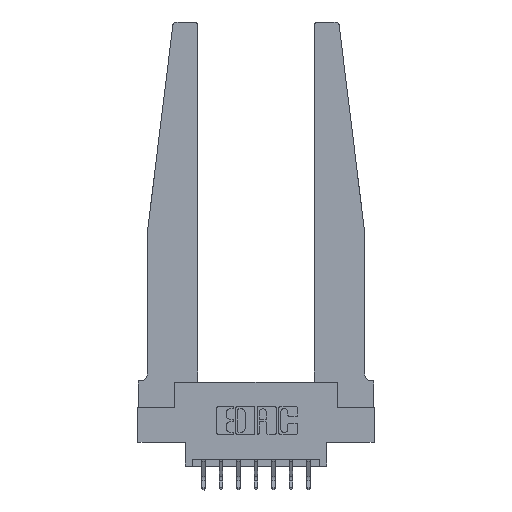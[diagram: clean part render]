
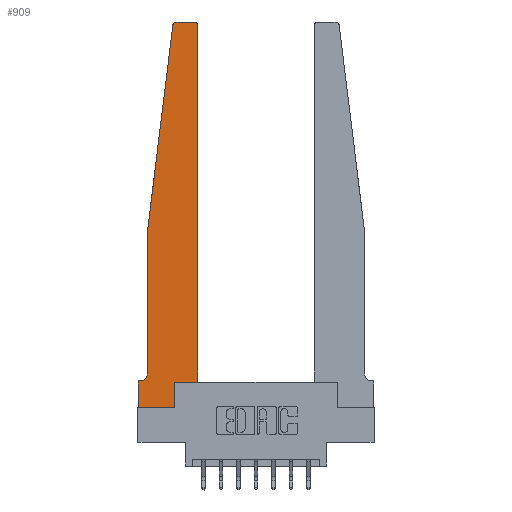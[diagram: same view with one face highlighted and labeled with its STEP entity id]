
A CAD part, top view. The second image highlights one B-rep face of the part: STEP entity #909.
In plain terms, the highlighted planar face has unit normal (0, 0, 1).
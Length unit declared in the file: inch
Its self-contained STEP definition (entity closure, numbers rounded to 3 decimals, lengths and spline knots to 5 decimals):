
#8 = LINE ( 'NONE', #10786, #8225 ) ;
#130 = DIRECTION ( 'NONE',  ( 1., 0., 0. ) ) ;
#168 = CARTESIAN_POINT ( 'NONE',  ( 0.2605, 0.18, 0.37 ) ) ;
#347 = AXIS2_PLACEMENT_3D ( 'NONE', #7283, #6849, #8564 ) ;
#712 = ORIENTED_EDGE ( 'NONE', *, *, #3161, .T. ) ;
#909 = ADVANCED_FACE ( 'NONE', ( #8579 ), #12711, .T. ) ;
#926 = EDGE_CURVE ( 'NONE', #1354, #2533, #8, .T. ) ;
#1101 = AXIS2_PLACEMENT_3D ( 'NONE', #11775, #5146, #12897 ) ;
#1320 = ORIENTED_EDGE ( 'NONE', *, *, #7609, .T. ) ;
#1354 = VERTEX_POINT ( 'NONE', #8297 ) ;
#1356 = VECTOR ( 'NONE', #1596, 39.37008 ) ;
#1596 = DIRECTION ( 'NONE',  ( -1., 0., 0. ) ) ;
#1803 = ORIENTED_EDGE ( 'NONE', *, *, #8668, .T. ) ;
#2006 = CARTESIAN_POINT ( 'NONE',  ( 0., 0., 0.37 ) ) ;
#2076 = ORIENTED_EDGE ( 'NONE', *, *, #4317, .T. ) ;
#2235 = VECTOR ( 'NONE', #130, 39.37008 ) ;
#2372 = VECTOR ( 'NONE', #9062, 39.37008 ) ;
#2470 = EDGE_CURVE ( 'NONE', #4555, #9765, #8187, .T. ) ;
#2476 = CARTESIAN_POINT ( 'NONE',  ( 0., 0.1875, 0.37 ) ) ;
#2493 = EDGE_LOOP ( 'NONE', ( #2076, #1320, #4654, #4462, #13771, #4724, #12239, #4068, #8406, #3030, #1803, #712 ) ) ;
#2533 = VERTEX_POINT ( 'NONE', #7365 ) ;
#2583 = VERTEX_POINT ( 'NONE', #6350 ) ;
#2772 = LINE ( 'NONE', #4466, #13853 ) ;
#2950 = DIRECTION ( 'NONE',  ( 0., 0., 1. ) ) ;
#3030 = ORIENTED_EDGE ( 'NONE', *, *, #10068, .T. ) ;
#3161 = EDGE_CURVE ( 'NONE', #3286, #7757, #13872, .T. ) ;
#3286 = VERTEX_POINT ( 'NONE', #13070 ) ;
#3461 = LINE ( 'NONE', #12795, #9348 ) ;
#3606 = CARTESIAN_POINT ( 'NONE',  ( 0.24675, 2.72367, 0.37 ) ) ;
#3832 = CARTESIAN_POINT ( 'NONE',  ( 0.2605, 0.18, 0.37 ) ) ;
#3891 = VERTEX_POINT ( 'NONE', #5302 ) ;
#3959 = LINE ( 'NONE', #6232, #12094 ) ;
#4068 = ORIENTED_EDGE ( 'NONE', *, *, #9725, .T. ) ;
#4126 = CARTESIAN_POINT ( 'NONE',  ( 0.27653, 2.72, 0.37 ) ) ;
#4317 = EDGE_CURVE ( 'NONE', #7757, #3891, #4329, .T. ) ;
#4329 = LINE ( 'NONE', #8251, #1356 ) ;
#4410 = CARTESIAN_POINT ( 'NONE',  ( 0.395, 2.75, 0.37 ) ) ;
#4462 = ORIENTED_EDGE ( 'NONE', *, *, #926, .T. ) ;
#4466 = CARTESIAN_POINT ( 'NONE',  ( 0.065, 1.25, 0.37 ) ) ;
#4555 = VERTEX_POINT ( 'NONE', #5531 ) ;
#4654 = ORIENTED_EDGE ( 'NONE', *, *, #9006, .T. ) ;
#4724 = ORIENTED_EDGE ( 'NONE', *, *, #2470, .T. ) ;
#4798 = LINE ( 'NONE', #2006, #7387 ) ;
#5120 = DIRECTION ( 'NONE',  ( 1., 0., 0. ) ) ;
#5146 = DIRECTION ( 'NONE',  ( 0., 0., -1. ) ) ;
#5228 = DIRECTION ( 'NONE',  ( 1., 0., 0. ) ) ;
#5233 = VECTOR ( 'NONE', #10587, 39.37008 ) ;
#5302 = CARTESIAN_POINT ( 'NONE',  ( 0.27653, 2.75, 0.37 ) ) ;
#5531 = CARTESIAN_POINT ( 'NONE',  ( 0.015, 0.1875, 0.37 ) ) ;
#5714 = CARTESIAN_POINT ( 'NONE',  ( 0., 0., 0.37 ) ) ;
#6232 = CARTESIAN_POINT ( 'NONE',  ( 0.425, 0.18, 0.37 ) ) ;
#6264 = VERTEX_POINT ( 'NONE', #10818 ) ;
#6350 = CARTESIAN_POINT ( 'NONE',  ( 0.2605, 0., 0.37 ) ) ;
#6849 = DIRECTION ( 'NONE',  ( 0., 0., 1. ) ) ;
#7036 = EDGE_CURVE ( 'NONE', #2583, #13358, #8259, .T. ) ;
#7283 = CARTESIAN_POINT ( 'NONE',  ( 0., 0.1875, 0.37 ) ) ;
#7365 = CARTESIAN_POINT ( 'NONE',  ( 0.065, 0.2375, 0.37 ) ) ;
#7387 = VECTOR ( 'NONE', #8653, 39.37008 ) ;
#7539 = CIRCLE ( 'NONE', #11888, 0.03 ) ;
#7609 = EDGE_CURVE ( 'NONE', #3891, #9164, #7539, .T. ) ;
#7757 = VERTEX_POINT ( 'NONE', #4410 ) ;
#8187 = LINE ( 'NONE', #9462, #5233 ) ;
#8225 = VECTOR ( 'NONE', #9418, 39.37008 ) ;
#8251 = CARTESIAN_POINT ( 'NONE',  ( 0.25, 2.75, 0.37 ) ) ;
#8255 = CARTESIAN_POINT ( 'NONE',  ( 0.425, 0.18, 0.37 ) ) ;
#8259 = LINE ( 'NONE', #168, #2372 ) ;
#8297 = CARTESIAN_POINT ( 'NONE',  ( 0.065, 1.25, 0.37 ) ) ;
#8406 = ORIENTED_EDGE ( 'NONE', *, *, #7036, .T. ) ;
#8564 = DIRECTION ( 'NONE',  ( 1., 0., 0. ) ) ;
#8574 = VERTEX_POINT ( 'NONE', #8255 ) ;
#8579 = FACE_OUTER_BOUND ( 'NONE', #2493, .T. ) ;
#8653 = DIRECTION ( 'NONE',  ( 0., -1., 0. ) ) ;
#8654 = CIRCLE ( 'NONE', #1101, 0.05 ) ;
#8668 = EDGE_CURVE ( 'NONE', #8574, #3286, #3461, .T. ) ;
#8725 = EDGE_CURVE ( 'NONE', #2533, #4555, #8654, .T. ) ;
#9006 = EDGE_CURVE ( 'NONE', #9164, #1354, #2772, .T. ) ;
#9062 = DIRECTION ( 'NONE',  ( 0., 1., 0. ) ) ;
#9164 = VERTEX_POINT ( 'NONE', #3606 ) ;
#9348 = VECTOR ( 'NONE', #10585, 39.37008 ) ;
#9418 = DIRECTION ( 'NONE',  ( 0., -1., 0. ) ) ;
#9462 = CARTESIAN_POINT ( 'NONE',  ( 0.065, 0.1875, 0.37 ) ) ;
#9587 = CARTESIAN_POINT ( 'NONE',  ( 0.395, 2.72, 0.37 ) ) ;
#9725 = EDGE_CURVE ( 'NONE', #6264, #2583, #10721, .T. ) ;
#9765 = VERTEX_POINT ( 'NONE', #2476 ) ;
#10068 = EDGE_CURVE ( 'NONE', #13358, #8574, #3959, .T. ) ;
#10585 = DIRECTION ( 'NONE',  ( 0., 1., 0. ) ) ;
#10587 = DIRECTION ( 'NONE',  ( -1., 0., 0. ) ) ;
#10700 = DIRECTION ( 'NONE',  ( 1., 0., 0. ) ) ;
#10721 = LINE ( 'NONE', #5714, #2235 ) ;
#10735 = EDGE_CURVE ( 'NONE', #9765, #6264, #4798, .T. ) ;
#10786 = CARTESIAN_POINT ( 'NONE',  ( 0.065, 1.25, 0.37 ) ) ;
#10818 = CARTESIAN_POINT ( 'NONE',  ( 0., 0., 0.37 ) ) ;
#11775 = CARTESIAN_POINT ( 'NONE',  ( 0.015, 0.2375, 0.37 ) ) ;
#11855 = DIRECTION ( 'NONE',  ( 0., 0., 1. ) ) ;
#11888 = AXIS2_PLACEMENT_3D ( 'NONE', #4126, #11855, #5228 ) ;
#12094 = VECTOR ( 'NONE', #5120, 39.37008 ) ;
#12239 = ORIENTED_EDGE ( 'NONE', *, *, #10735, .T. ) ;
#12711 = PLANE ( 'NONE',  #347 ) ;
#12795 = CARTESIAN_POINT ( 'NONE',  ( 0.425, 0.18, 0.37 ) ) ;
#12897 = DIRECTION ( 'NONE',  ( -1., 0., 0. ) ) ;
#13070 = CARTESIAN_POINT ( 'NONE',  ( 0.425, 2.72, 0.37 ) ) ;
#13327 = DIRECTION ( 'NONE',  ( -0.122, -0.992, 0. ) ) ;
#13358 = VERTEX_POINT ( 'NONE', #3832 ) ;
#13604 = AXIS2_PLACEMENT_3D ( 'NONE', #9587, #2950, #10700 ) ;
#13771 = ORIENTED_EDGE ( 'NONE', *, *, #8725, .T. ) ;
#13853 = VECTOR ( 'NONE', #13327, 39.37008 ) ;
#13872 = CIRCLE ( 'NONE', #13604, 0.03 ) ;
